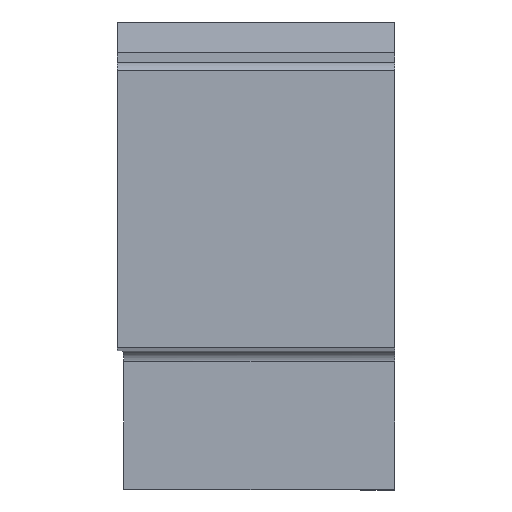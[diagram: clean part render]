
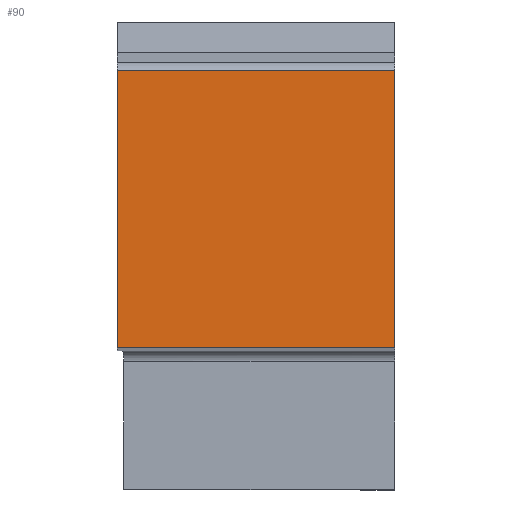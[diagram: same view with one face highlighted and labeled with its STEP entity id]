
A CAD part, top view. The second image highlights one B-rep face of the part: STEP entity #90.
In plain terms, the highlighted planar face has unit normal (0, 0, 1).
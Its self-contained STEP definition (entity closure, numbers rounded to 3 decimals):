
#90=ADVANCED_FACE('',(#157),#120,.T.);
#120=PLANE('',#934);
#157=FACE_OUTER_BOUND('',#199,.T.);
#199=EDGE_LOOP('',(#438,#439,#440,#441));
#438=ORIENTED_EDGE('',*,*,#657,.F.);
#439=ORIENTED_EDGE('',*,*,#649,.F.);
#440=ORIENTED_EDGE('',*,*,#647,.T.);
#441=ORIENTED_EDGE('',*,*,#570,.F.);
#493=VERTEX_POINT('',#1244);
#494=VERTEX_POINT('',#1246);
#541=VERTEX_POINT('',#1398);
#542=VERTEX_POINT('',#1402);
#570=EDGE_CURVE('',#493,#494,#677,.T.);
#647=EDGE_CURVE('',#541,#494,#736,.T.);
#649=EDGE_CURVE('',#541,#542,#738,.T.);
#657=EDGE_CURVE('',#542,#493,#745,.T.);
#677=LINE('',#1245,#761);
#736=LINE('',#1397,#820);
#738=LINE('',#1401,#822);
#745=LINE('',#1417,#829);
#761=VECTOR('',#989,1.);
#820=VECTOR('',#1140,1.);
#822=VECTOR('',#1144,1.);
#829=VECTOR('',#1161,1.);
#934=AXIS2_PLACEMENT_3D('',#1419,#1164,#1165);
#989=DIRECTION('',(0.,-1.,0.));
#1140=DIRECTION('',(1.,0.,0.));
#1144=DIRECTION('',(0.,1.,0.));
#1161=DIRECTION('',(1.,0.,0.));
#1164=DIRECTION('',(0.,0.,1.));
#1165=DIRECTION('',(-1.,0.,0.));
#1244=CARTESIAN_POINT('',(20.,20.,0.));
#1245=CARTESIAN_POINT('',(20.,20.,0.));
#1246=CARTESIAN_POINT('',(20.,0.,0.));
#1397=CARTESIAN_POINT('',(0.,0.,0.));
#1398=CARTESIAN_POINT('',(0.,0.,0.));
#1401=CARTESIAN_POINT('',(0.,0.,0.));
#1402=CARTESIAN_POINT('',(0.,20.,0.));
#1417=CARTESIAN_POINT('',(0.,20.,0.));
#1419=CARTESIAN_POINT('',(18.775,20.,0.));
